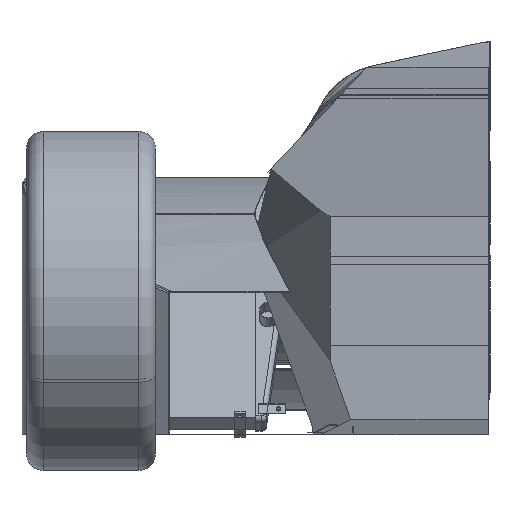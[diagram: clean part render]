
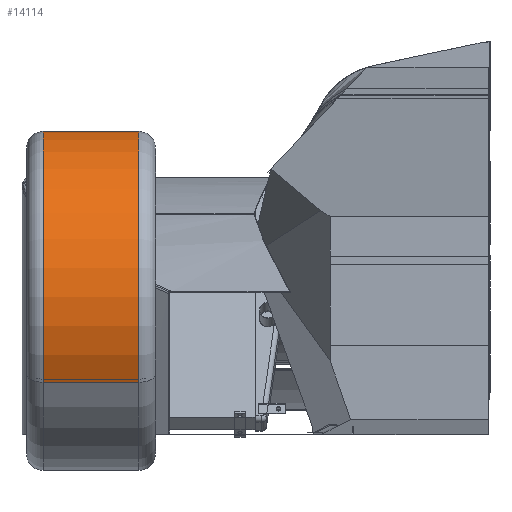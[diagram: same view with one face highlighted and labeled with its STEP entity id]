
A CAD part, left-side view. The second image highlights one B-rep face of the part: STEP entity #14114.
In plain terms, the highlighted cylindrical face has radius 255 mm (diameter 510 mm), a partial arc.
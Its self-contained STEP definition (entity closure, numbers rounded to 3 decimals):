
#14026=CARTESIAN_POINT('Vertex',(161.,-223.784,122.254)) ;
#14033=CARTESIAN_POINT('Vertex',(161.,223.784,-122.254)) ;
#14055=CARTESIAN_POINT('Axis2P3D Location',(161.,0.,0.)) ;
#14072=CARTESIAN_POINT('Axis2P3D Location',(89.,0.,0.)) ;
#14077=CARTESIAN_POINT('Line Origine',(89.,-223.784,122.254)) ;
#14081=CARTESIAN_POINT('Vertex',(17.,-223.784,122.254)) ;
#14088=CARTESIAN_POINT('Vertex',(17.,223.784,-122.254)) ;
#14091=CARTESIAN_POINT('Line Origine',(89.,223.784,-122.254)) ;
#14103=CARTESIAN_POINT('Axis2P3D Location',(17.,0.,0.)) ;
#14056=DIRECTION('Axis2P3D Direction',(-1.,0.,0.)) ;
#14073=DIRECTION('Axis2P3D Direction',(-1.,0.,0.)) ;
#14074=DIRECTION('Axis2P3D XDirection',(0.,0.878,-0.479)) ;
#14078=DIRECTION('Vector Direction',(-1.,0.,0.)) ;
#14092=DIRECTION('Vector Direction',(-1.,0.,0.)) ;
#14104=DIRECTION('Axis2P3D Direction',(-1.,0.,0.)) ;
#14057=AXIS2_PLACEMENT_3D('Circle Axis2P3D',#14055,#14056,$) ;
#14075=AXIS2_PLACEMENT_3D('Cylinder Axis2P3D',#14072,#14073,#14074) ;
#14105=AXIS2_PLACEMENT_3D('Circle Axis2P3D',#14103,#14104,$) ;
#14109=ORIENTED_EDGE('',*,*,#14095,.T.) ;
#14110=ORIENTED_EDGE('',*,*,#14107,.F.) ;
#14111=ORIENTED_EDGE('',*,*,#14083,.F.) ;
#14112=ORIENTED_EDGE('',*,*,#14059,.T.) ;
#14079=VECTOR('Line Direction',#14078,1.) ;
#14093=VECTOR('Line Direction',#14092,1.) ;
#14114=ADVANCED_FACE('',(#14113),#14076,.T.) ;
#14058=CIRCLE('generated circle',#14057,255.) ;
#14106=CIRCLE('generated circle',#14105,255.) ;
#14076=CYLINDRICAL_SURFACE('generated cylinder',#14075,255.) ;
#14059=EDGE_CURVE('',#14027,#14034,#14058,.T.) ;
#14083=EDGE_CURVE('',#14027,#14082,#14080,.T.) ;
#14095=EDGE_CURVE('',#14034,#14089,#14094,.T.) ;
#14107=EDGE_CURVE('',#14082,#14089,#14106,.T.) ;
#14108=EDGE_LOOP('',(#14109,#14110,#14111,#14112)) ;
#14113=FACE_OUTER_BOUND('',#14108,.T.) ;
#14080=LINE('Line',#14077,#14079) ;
#14094=LINE('Line',#14091,#14093) ;
#14027=VERTEX_POINT('',#14026) ;
#14034=VERTEX_POINT('',#14033) ;
#14082=VERTEX_POINT('',#14081) ;
#14089=VERTEX_POINT('',#14088) ;
